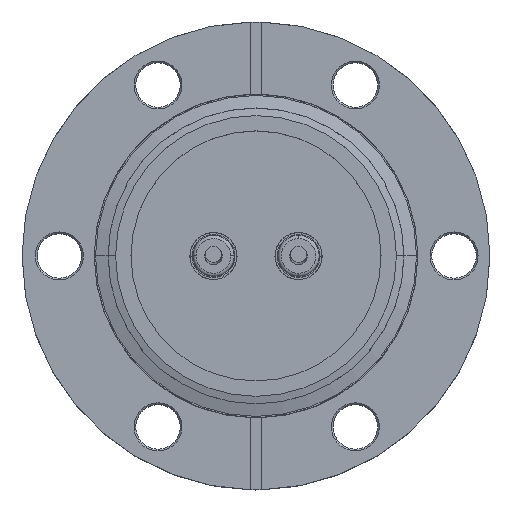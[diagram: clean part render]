
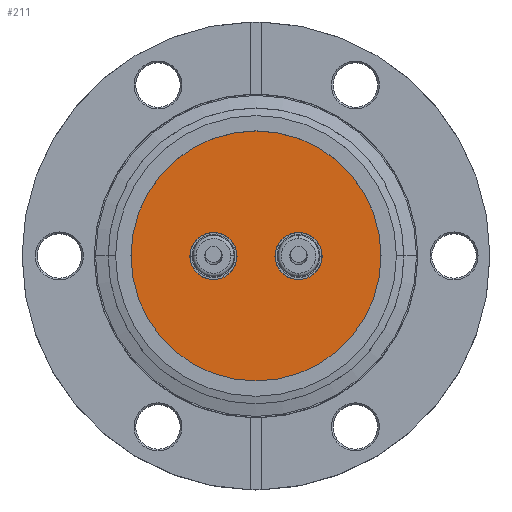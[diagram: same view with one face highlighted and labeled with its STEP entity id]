
A CAD part, top view. The second image highlights one B-rep face of the part: STEP entity #211.
In plain terms, the highlighted planar face has unit normal (0, 0, 1).
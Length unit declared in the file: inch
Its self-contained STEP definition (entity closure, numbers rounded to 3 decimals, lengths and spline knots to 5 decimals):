
#160 = CARTESIAN_POINT ( 'NONE',  ( -0.3885, 0., 0.114 ) ) ;
#211 = ADVANCED_FACE ( 'NONE', ( #3684, #4856, #2670 ), #3681, .T. ) ;
#259 = CIRCLE ( 'NONE', #527, 0.1385 ) ;
#326 = DIRECTION ( 'NONE',  ( 0., 0., -1. ) ) ;
#343 = CARTESIAN_POINT ( 'NONE',  ( 0.3885, 0., 0.114 ) ) ;
#344 = VERTEX_POINT ( 'NONE', #4348 ) ;
#436 = CIRCLE ( 'NONE', #1847, 0.1385 ) ;
#449 = ORIENTED_EDGE ( 'NONE', *, *, #2996, .T. ) ;
#527 = AXIS2_PLACEMENT_3D ( 'NONE', #2685, #326, #3071 ) ;
#767 = EDGE_CURVE ( 'NONE', #2741, #344, #436, .T. ) ;
#847 = CIRCLE ( 'NONE', #4211, 0.1385 ) ;
#908 = CIRCLE ( 'NONE', #3166, 0.1385 ) ;
#1114 = EDGE_LOOP ( 'NONE', ( #2322, #4667 ) ) ;
#1172 = EDGE_LOOP ( 'NONE', ( #1288, #449 ) ) ;
#1175 = VERTEX_POINT ( 'NONE', #1394 ) ;
#1288 = ORIENTED_EDGE ( 'NONE', *, *, #2661, .T. ) ;
#1394 = CARTESIAN_POINT ( 'NONE',  ( -0.1115, 0., 0.114 ) ) ;
#1560 = CARTESIAN_POINT ( 'NONE',  ( 0.25, 0., 0.114 ) ) ;
#1735 = VERTEX_POINT ( 'NONE', #4682 ) ;
#1815 = EDGE_LOOP ( 'NONE', ( #2673, #2324 ) ) ;
#1847 = AXIS2_PLACEMENT_3D ( 'NONE', #3329, #3657, #3305 ) ;
#1868 = CARTESIAN_POINT ( 'NONE',  ( 0., 0., 0.114 ) ) ;
#1936 = CARTESIAN_POINT ( 'NONE',  ( -0.25, 0., 0.114 ) ) ;
#1978 = DIRECTION ( 'NONE',  ( 1., 0., 0. ) ) ;
#2114 = DIRECTION ( 'NONE',  ( 0., 0., 1. ) ) ;
#2285 = DIRECTION ( 'NONE',  ( 1., 0., 0. ) ) ;
#2322 = ORIENTED_EDGE ( 'NONE', *, *, #2705, .T. ) ;
#2324 = ORIENTED_EDGE ( 'NONE', *, *, #2824, .T. ) ;
#2344 = DIRECTION ( 'NONE',  ( 1., 0., 0. ) ) ;
#2452 = CARTESIAN_POINT ( 'NONE',  ( 0.735, 0., 0.114 ) ) ;
#2504 = DIRECTION ( 'NONE',  ( 1., 0., 0. ) ) ;
#2661 = EDGE_CURVE ( 'NONE', #3951, #1735, #3378, .T. ) ;
#2670 = FACE_OUTER_BOUND ( 'NONE', #1172, .T. ) ;
#2673 = ORIENTED_EDGE ( 'NONE', *, *, #767, .T. ) ;
#2685 = CARTESIAN_POINT ( 'NONE',  ( -0.25, 0., 0.114 ) ) ;
#2705 = EDGE_CURVE ( 'NONE', #1175, #4515, #259, .T. ) ;
#2741 = VERTEX_POINT ( 'NONE', #343 ) ;
#2824 = EDGE_CURVE ( 'NONE', #344, #2741, #908, .T. ) ;
#2996 = EDGE_CURVE ( 'NONE', #1735, #3951, #3730, .T. ) ;
#3071 = DIRECTION ( 'NONE',  ( 1., 0., 0. ) ) ;
#3166 = AXIS2_PLACEMENT_3D ( 'NONE', #1560, #4308, #1978 ) ;
#3305 = DIRECTION ( 'NONE',  ( 1., 0., 0. ) ) ;
#3329 = CARTESIAN_POINT ( 'NONE',  ( 0.25, 0., 0.114 ) ) ;
#3378 = CIRCLE ( 'NONE', #4837, 0.735 ) ;
#3490 = EDGE_CURVE ( 'NONE', #4515, #1175, #847, .T. ) ;
#3644 = DIRECTION ( 'NONE',  ( 0., 0., 1. ) ) ;
#3657 = DIRECTION ( 'NONE',  ( 0., 0., -1. ) ) ;
#3663 = CARTESIAN_POINT ( 'NONE',  ( 0., 0., 0.114 ) ) ;
#3681 = PLANE ( 'NONE',  #5025 ) ;
#3684 = FACE_BOUND ( 'NONE', #1114, .T. ) ;
#3730 = CIRCLE ( 'NONE', #3858, 0.735 ) ;
#3858 = AXIS2_PLACEMENT_3D ( 'NONE', #4446, #2114, #4840 ) ;
#3951 = VERTEX_POINT ( 'NONE', #2452 ) ;
#4211 = AXIS2_PLACEMENT_3D ( 'NONE', #1936, #4678, #2344 ) ;
#4308 = DIRECTION ( 'NONE',  ( 0., 0., -1. ) ) ;
#4348 = CARTESIAN_POINT ( 'NONE',  ( 0.1115, 0., 0.114 ) ) ;
#4446 = CARTESIAN_POINT ( 'NONE',  ( 0., 0., 0.114 ) ) ;
#4515 = VERTEX_POINT ( 'NONE', #160 ) ;
#4611 = DIRECTION ( 'NONE',  ( 0., 0., 1. ) ) ;
#4667 = ORIENTED_EDGE ( 'NONE', *, *, #3490, .T. ) ;
#4678 = DIRECTION ( 'NONE',  ( 0., 0., -1. ) ) ;
#4682 = CARTESIAN_POINT ( 'NONE',  ( -0.735, 0., 0.114 ) ) ;
#4837 = AXIS2_PLACEMENT_3D ( 'NONE', #1868, #4611, #2285 ) ;
#4840 = DIRECTION ( 'NONE',  ( 1., 0., 0. ) ) ;
#4856 = FACE_BOUND ( 'NONE', #1815, .T. ) ;
#5025 = AXIS2_PLACEMENT_3D ( 'NONE', #3663, #3644, #2504 ) ;
